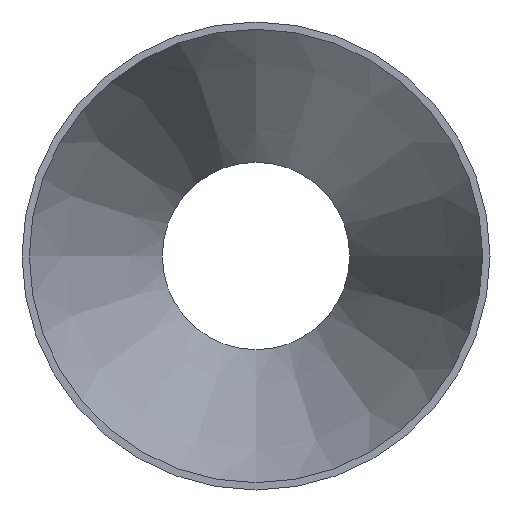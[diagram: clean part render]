
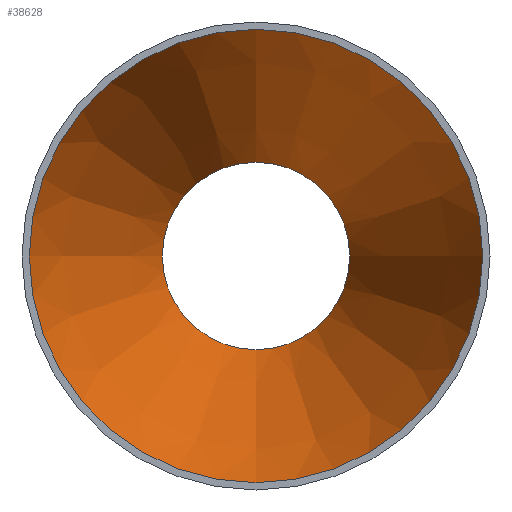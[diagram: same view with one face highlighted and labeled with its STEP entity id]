
A CAD part, front view. The second image highlights one B-rep face of the part: STEP entity #38628.
In plain terms, the highlighted conical face has half-angle 21.067 degrees and reference radius 99.785 mm.
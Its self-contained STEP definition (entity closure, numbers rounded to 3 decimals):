
#10484 = AXIS2_PLACEMENT_3D ( 'NONE', #28566, #38635, #12367 ) ;
#11899 = VERTEX_POINT ( 'NONE', #17886 ) ;
#12367 = DIRECTION ( 'NONE',  ( 0., 0., -1. ) ) ;
#12526 = DIRECTION ( 'NONE',  ( 0., -1., 0. ) ) ;
#12731 = CIRCLE ( 'NONE', #19547, 41.235 ) ;
#12898 = ORIENTED_EDGE ( 'NONE', *, *, #16009, .T. ) ;
#14107 = CIRCLE ( 'NONE', #30444, 99.785 ) ;
#14825 = CARTESIAN_POINT ( 'NONE',  ( 0., 0., 0. ) ) ;
#15766 = EDGE_CURVE ( 'NONE', #11899, #11899, #12731, .T. ) ;
#16009 = EDGE_CURVE ( 'NONE', #24262, #24262, #14107, .T. ) ;
#17886 = CARTESIAN_POINT ( 'NONE',  ( 0., 152., -41.235 ) ) ;
#19547 = AXIS2_PLACEMENT_3D ( 'NONE', #22108, #12526, #21901 ) ;
#21368 = EDGE_LOOP ( 'NONE', ( #12898 ) ) ;
#21535 = FACE_OUTER_BOUND ( 'NONE', #21368, .T. ) ;
#21901 = DIRECTION ( 'NONE',  ( 0., 0., -1. ) ) ;
#22108 = CARTESIAN_POINT ( 'NONE',  ( 0., 152., 0. ) ) ;
#24262 = VERTEX_POINT ( 'NONE', #40954 ) ;
#25262 = DIRECTION ( 'NONE',  ( 0., -1., 0. ) ) ;
#28566 = CARTESIAN_POINT ( 'NONE',  ( 0., 0., 0. ) ) ;
#30444 = AXIS2_PLACEMENT_3D ( 'NONE', #14825, #25262, #35526 ) ;
#35526 = DIRECTION ( 'NONE',  ( 0., 0., -1. ) ) ;
#36712 = EDGE_LOOP ( 'NONE', ( #42024 ) ) ;
#38445 = CONICAL_SURFACE ( 'NONE', #10484, 99.785, 0.368 ) ;
#38628 = ADVANCED_FACE ( 'NONE', ( #41832, #21535 ), #38445, .F. ) ;
#38635 = DIRECTION ( 'NONE',  ( 0., -1., 0. ) ) ;
#40954 = CARTESIAN_POINT ( 'NONE',  ( 0., 0., -99.785 ) ) ;
#41832 = FACE_BOUND ( 'NONE', #36712, .T. ) ;
#42024 = ORIENTED_EDGE ( 'NONE', *, *, #15766, .F. ) ;
